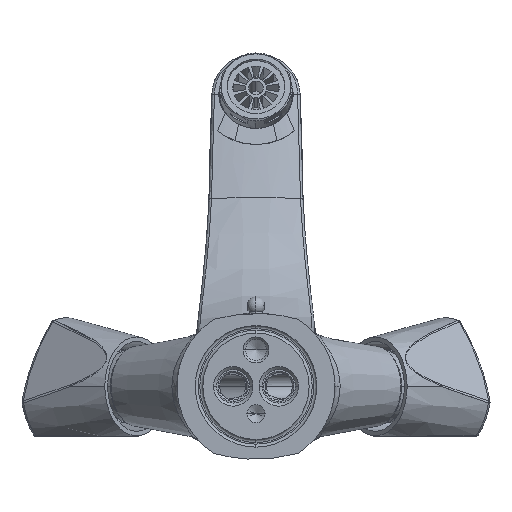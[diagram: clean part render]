
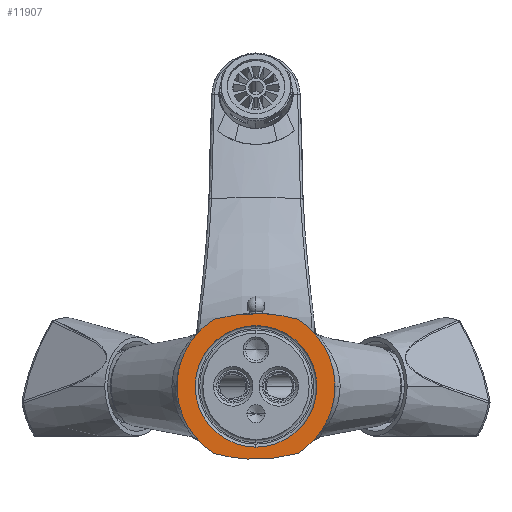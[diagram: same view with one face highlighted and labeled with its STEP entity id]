
A CAD part, front view. The second image highlights one B-rep face of the part: STEP entity #11907.
In plain terms, the highlighted planar face has unit normal (0, -1, 0).
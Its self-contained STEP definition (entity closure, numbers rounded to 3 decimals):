
#23=CARTESIAN_POINT('',(-13.865,0.,
-21.995));
#24=CARTESIAN_POINT('',(-14.751,0.,
-21.436));
#25=CARTESIAN_POINT('',(-16.497,0.,
-20.182));
#26=CARTESIAN_POINT('',(-18.883,0.,
-17.974));
#27=CARTESIAN_POINT('',(-21.004,0.,
-15.442));
#28=CARTESIAN_POINT('',(-22.788,0.,
-12.662));
#29=CARTESIAN_POINT('',(-24.207,0.,
-9.679));
#30=CARTESIAN_POINT('',(-25.236,0.,
-6.54));
#31=CARTESIAN_POINT('',(-25.86,0.,
-3.296));
#32=CARTESIAN_POINT('',(-26.07,0.,
0.));
#33=CARTESIAN_POINT('',(-25.86,0.,
3.296));
#34=CARTESIAN_POINT('',(-25.236,0.,6.54));
#35=CARTESIAN_POINT('',(-24.207,0.,
9.679));
#36=CARTESIAN_POINT('',(-22.788,0.,12.662));
#37=CARTESIAN_POINT('',(-21.004,0.,
15.442));
#38=CARTESIAN_POINT('',(-18.883,0.,17.974));
#39=CARTESIAN_POINT('',(-16.497,0.,
20.182));
#40=CARTESIAN_POINT('',(-14.751,0.,21.436));
#41=CARTESIAN_POINT('',(-13.865,0.,21.995));
#43=CARTESIAN_POINT('',(-13.865,0.,21.995));
#44=CARTESIAN_POINT('',(-13.843,0.,22.008));
#45=CARTESIAN_POINT('',(-13.799,0.,
22.034));
#46=CARTESIAN_POINT('',(-13.73,0.,22.068));
#47=CARTESIAN_POINT('',(-13.659,0.,
22.096));
#48=CARTESIAN_POINT('',(-13.611,0.,22.112));
#49=CARTESIAN_POINT('',(-13.587,0.,22.119));
#51=CARTESIAN_POINT('',(-13.587,0.,22.119));
#52=CARTESIAN_POINT('',(-12.52,0.,22.42));
#53=CARTESIAN_POINT('',(-10.317,0.,
22.963));
#54=CARTESIAN_POINT('',(-6.939,0.,23.557));
#55=CARTESIAN_POINT('',(-3.478,0.,
23.919));
#56=CARTESIAN_POINT('',(0.,0.,24.04));
#57=CARTESIAN_POINT('',(3.478,0.,23.919));
#58=CARTESIAN_POINT('',(6.939,0.,23.557));
#59=CARTESIAN_POINT('',(10.317,0.,22.963));
#60=CARTESIAN_POINT('',(12.52,0.,22.42));
#61=CARTESIAN_POINT('',(13.587,0.,22.119));
#63=CARTESIAN_POINT('',(13.587,0.,22.119));
#64=CARTESIAN_POINT('',(13.611,0.,22.112));
#65=CARTESIAN_POINT('',(13.659,0.,22.096));
#66=CARTESIAN_POINT('',(13.73,0.,22.068));
#67=CARTESIAN_POINT('',(13.799,0.,22.034));
#68=CARTESIAN_POINT('',(13.843,0.,22.008));
#69=CARTESIAN_POINT('',(13.865,0.,21.995));
#71=CARTESIAN_POINT('',(13.865,0.,21.995));
#72=CARTESIAN_POINT('',(14.751,0.,21.436));
#73=CARTESIAN_POINT('',(16.497,0.,20.182));
#74=CARTESIAN_POINT('',(18.883,0.,17.974));
#75=CARTESIAN_POINT('',(21.004,0.,15.442));
#76=CARTESIAN_POINT('',(22.788,0.,12.662));
#77=CARTESIAN_POINT('',(24.207,0.,9.679));
#78=CARTESIAN_POINT('',(25.236,0.,6.54));
#79=CARTESIAN_POINT('',(25.86,0.,3.296));
#80=CARTESIAN_POINT('',(26.07,0.,
0.));
#81=CARTESIAN_POINT('',(25.86,0.,
-3.296));
#82=CARTESIAN_POINT('',(25.236,0.,-6.54));
#83=CARTESIAN_POINT('',(24.207,0.,
-9.679));
#84=CARTESIAN_POINT('',(22.788,0.,-12.662));
#85=CARTESIAN_POINT('',(21.004,0.,
-15.442));
#86=CARTESIAN_POINT('',(18.883,0.,-17.974));
#87=CARTESIAN_POINT('',(16.497,0.,
-20.182));
#88=CARTESIAN_POINT('',(14.751,0.,-21.436));
#89=CARTESIAN_POINT('',(13.865,0.,-21.995));
#91=CARTESIAN_POINT('',(13.865,0.,-21.995));
#92=CARTESIAN_POINT('',(13.843,0.,-22.008));
#93=CARTESIAN_POINT('',(13.799,0.,
-22.034));
#94=CARTESIAN_POINT('',(13.73,0.,-22.068));
#95=CARTESIAN_POINT('',(13.659,0.,
-22.096));
#96=CARTESIAN_POINT('',(13.611,0.,-22.112));
#97=CARTESIAN_POINT('',(13.587,0.,-22.119));
#99=CARTESIAN_POINT('',(13.587,0.,-22.119));
#100=CARTESIAN_POINT('',(12.52,0.,
-22.42));
#101=CARTESIAN_POINT('',(10.317,0.,
-22.963));
#102=CARTESIAN_POINT('',(6.939,0.,
-23.557));
#103=CARTESIAN_POINT('',(3.478,0.,
-23.919));
#104=CARTESIAN_POINT('',(0.,0.,
-24.04));
#105=CARTESIAN_POINT('',(-3.478,0.,
-23.919));
#106=CARTESIAN_POINT('',(-6.939,0.,
-23.557));
#107=CARTESIAN_POINT('',(-10.317,0.,
-22.963));
#108=CARTESIAN_POINT('',(-12.52,0.,
-22.42));
#109=CARTESIAN_POINT('',(-13.587,0.,
-22.119));
#111=CARTESIAN_POINT('',(-13.587,0.,
-22.119));
#112=CARTESIAN_POINT('',(-13.611,0.,
-22.112));
#113=CARTESIAN_POINT('',(-13.659,0.,
-22.096));
#114=CARTESIAN_POINT('',(-13.73,0.,
-22.068));
#115=CARTESIAN_POINT('',(-13.799,0.,
-22.034));
#116=CARTESIAN_POINT('',(-13.843,0.,
-22.008));
#117=CARTESIAN_POINT('',(-13.865,0.,
-21.995));
#119=CARTESIAN_POINT('',(0.,0.,0.));
#120=DIRECTION('',(0.,1.,0.));
#121=DIRECTION('',(0.,0.,-1.));
#122=AXIS2_PLACEMENT_3D('',#119,#120,#121);
#124=CARTESIAN_POINT('',(0.,0.,0.));
#125=DIRECTION('',(0.,1.,0.));
#126=DIRECTION('',(0.,0.,1.));
#127=AXIS2_PLACEMENT_3D('',#124,#125,#126);
#2693=CARTESIAN_POINT('',(-13.587,0.,
22.119));
#9446=CARTESIAN_POINT('',(13.587,0.,
-22.119));
#10579=VERTEX_POINT('',#23);
#10580=VERTEX_POINT('',#41);
#10581=VERTEX_POINT('',#71);
#10582=VERTEX_POINT('',#89);
#10625=VERTEX_POINT('',#9446);
#10632=VERTEX_POINT('',#111);
#10634=VERTEX_POINT('',#63);
#10641=VERTEX_POINT('',#2693);
#10870=CARTESIAN_POINT('',(0.,0.,-20.));
#10871=CARTESIAN_POINT('',(0.,0.,20.));
#10872=VERTEX_POINT('',#10870);
#10873=VERTEX_POINT('',#10871);
#11878=CARTESIAN_POINT('',(0.,0.,0.));
#11879=DIRECTION('',(0.,1.,0.));
#11880=DIRECTION('',(0.,0.,1.));
#11881=AXIS2_PLACEMENT_3D('',#11878,#11879,#11880);
#11882=PLANE('',#11881);
#11884=ORIENTED_EDGE('',*,*,#11883,.T.);
#11886=ORIENTED_EDGE('',*,*,#11885,.T.);
#11888=ORIENTED_EDGE('',*,*,#11887,.T.);
#11890=ORIENTED_EDGE('',*,*,#11889,.T.);
#11892=ORIENTED_EDGE('',*,*,#11891,.T.);
#11894=ORIENTED_EDGE('',*,*,#11893,.T.);
#11896=ORIENTED_EDGE('',*,*,#11895,.T.);
#11898=ORIENTED_EDGE('',*,*,#11897,.T.);
#11899=EDGE_LOOP('',(#11884,#11886,#11888,#11890,#11892,#11894,#11896,#11898));
#11900=FACE_OUTER_BOUND('',#11899,.F.);
#11902=ORIENTED_EDGE('',*,*,#11901,.F.);
#11904=ORIENTED_EDGE('',*,*,#11903,.F.);
#11905=EDGE_LOOP('',(#11902,#11904));
#11906=FACE_BOUND('',#11905,.F.);
#11907=ADVANCED_FACE('',(#11900,#11906),#11882,.F.);
#42=B_SPLINE_CURVE_WITH_KNOTS('',3,(#23,#24,#25,#26,#27,#28,#29,#30,#31,#32,#33,
#34,#35,#36,#37,#38,#39,#40,#41),.UNSPECIFIED.,.F.,.F.,(4,1,1,1,1,1,1,1,1,1,1,1,
1,1,1,1,4),(0.,0.06,0.123,0.186,
0.249,0.311,0.374,0.437,
0.5,0.563,0.626,0.689,
0.751,0.814,0.877,0.94,1.),
.UNSPECIFIED.);
#50=B_SPLINE_CURVE_WITH_KNOTS('',3,(#43,#44,#45,#46,#47,#48,#49),.UNSPECIFIED.,
.F.,.F.,(4,1,1,1,4),(0.,0.25,0.5,0.75,1.),.UNSPECIFIED.);
#62=B_SPLINE_CURVE_WITH_KNOTS('',3,(#51,#52,#53,#54,#55,#56,#57,#58,#59,#60,
#61),.UNSPECIFIED.,.F.,.F.,(4,1,1,1,1,1,1,1,4),(0.,0.121,
0.247,0.374,0.5,0.626,
0.753,0.879,1.),.UNSPECIFIED.);
#70=B_SPLINE_CURVE_WITH_KNOTS('',3,(#63,#64,#65,#66,#67,#68,#69),.UNSPECIFIED.,
.F.,.F.,(4,1,1,1,4),(0.,0.25,0.5,0.75,1.),.UNSPECIFIED.);
#90=B_SPLINE_CURVE_WITH_KNOTS('',3,(#71,#72,#73,#74,#75,#76,#77,#78,#79,#80,#81,
#82,#83,#84,#85,#86,#87,#88,#89),.UNSPECIFIED.,.F.,.F.,(4,1,1,1,1,1,1,1,1,1,1,1,
1,1,1,1,4),(0.,0.06,0.123,0.186,
0.249,0.311,0.374,0.437,
0.5,0.563,0.626,0.689,
0.751,0.814,0.877,0.94,1.),
.UNSPECIFIED.);
#98=B_SPLINE_CURVE_WITH_KNOTS('',3,(#91,#92,#93,#94,#95,#96,#97),.UNSPECIFIED.,
.F.,.F.,(4,1,1,1,4),(0.,0.25,0.5,0.75,1.),.UNSPECIFIED.);
#110=B_SPLINE_CURVE_WITH_KNOTS('',3,(#99,#100,#101,#102,#103,#104,#105,#106,
#107,#108,#109),.UNSPECIFIED.,.F.,.F.,(4,1,1,1,1,1,1,1,4),(0.,
0.121,0.247,0.374,0.5,
0.626,0.753,0.879,1.),.UNSPECIFIED.);
#118=B_SPLINE_CURVE_WITH_KNOTS('',3,(#111,#112,#113,#114,#115,#116,#117),
.UNSPECIFIED.,.F.,.F.,(4,1,1,1,4),(0.,0.25,0.5,0.75,1.),
.UNSPECIFIED.);
#123=CIRCLE('',#122,20.);
#128=CIRCLE('',#127,20.);
#11883=EDGE_CURVE('',#10579,#10580,#42,.T.);
#11885=EDGE_CURVE('',#10580,#10641,#50,.T.);
#11887=EDGE_CURVE('',#10641,#10634,#62,.T.);
#11889=EDGE_CURVE('',#10634,#10581,#70,.T.);
#11891=EDGE_CURVE('',#10581,#10582,#90,.T.);
#11893=EDGE_CURVE('',#10582,#10625,#98,.T.);
#11895=EDGE_CURVE('',#10625,#10632,#110,.T.);
#11897=EDGE_CURVE('',#10632,#10579,#118,.T.);
#11901=EDGE_CURVE('',#10872,#10873,#123,.T.);
#11903=EDGE_CURVE('',#10873,#10872,#128,.T.);
